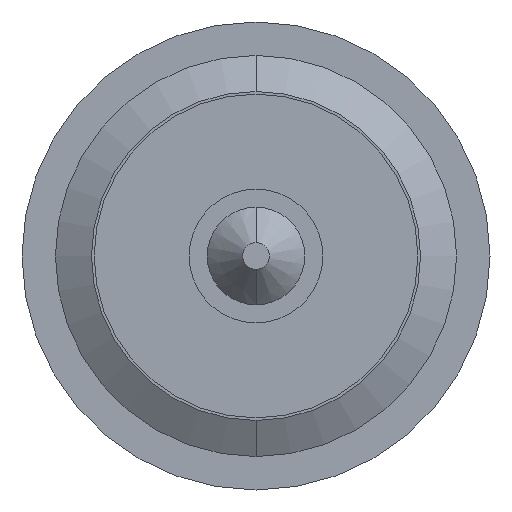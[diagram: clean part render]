
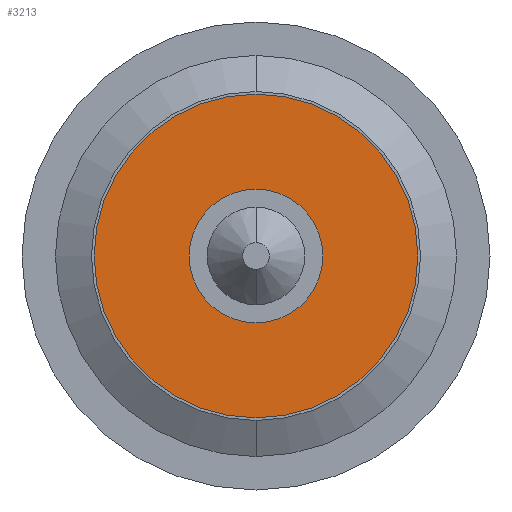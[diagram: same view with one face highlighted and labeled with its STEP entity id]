
A CAD part, front view. The second image highlights one B-rep face of the part: STEP entity #3213.
In plain terms, the highlighted planar face has unit normal (0, -1, 0).
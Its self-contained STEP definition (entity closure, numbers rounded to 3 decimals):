
#78 = DIRECTION ( 'NONE',  ( 0., 1., 0. ) ) ;
#89 = EDGE_CURVE ( 'Defeature ausgef�hrt2_31+Defeature ausgef�hrt2_29+Defeature ausgef�hrt2_29+Defeature ausgef�hrt2_29', #1986, #1405, #3115, .T. ) ;
#159 = ORIENTED_EDGE ( 'NONE', *, *, #2456, .F. ) ;
#202 = DIRECTION ( 'NONE',  ( 0., 1., 0. ) ) ;
#226 = PLANE ( 'NONE',  #1432 ) ;
#322 = EDGE_CURVE ( 'Defeature ausgef�hrt2_30+Defeature ausgef�hrt2_29+Defeature ausgef�hrt2_29+Defeature ausgef�hrt2_29', #1943, #3523, #2482, .T. ) ;
#554 = DIRECTION ( 'NONE',  ( 0., -1., 0. ) ) ;
#642 = DIRECTION ( 'NONE',  ( 0., -1., 0. ) ) ;
#710 = EDGE_CURVE ( 'Defeature ausgef�hrt2_30+Defeature ausgef�hrt2_29+Defeature ausgef�hrt2_29+Defeature ausgef�hrt2_29', #3523, #1943, #3256, .T. ) ;
#748 = ORIENTED_EDGE ( 'NONE', *, *, #89, .F. ) ;
#888 = FACE_BOUND ( 'NONE', #1188, .T. ) ;
#1022 = AXIS2_PLACEMENT_3D ( 'NONE', #1325, #642, #3955 ) ;
#1188 = EDGE_LOOP ( 'NONE', ( #748, #159 ) ) ;
#1258 = CARTESIAN_POINT ( 'NONE',  ( 0.515, -13.1, 0. ) ) ;
#1325 = CARTESIAN_POINT ( 'NONE',  ( 0., -13.1, 0. ) ) ;
#1405 = VERTEX_POINT ( 'NONE', #3425 ) ;
#1432 = AXIS2_PLACEMENT_3D ( 'NONE', #1258, #3560, #2237 ) ;
#1436 = AXIS2_PLACEMENT_3D ( 'NONE', #2098, #78, #2419 ) ;
#1492 = DIRECTION ( 'NONE',  ( 0., 0., 1. ) ) ;
#1507 = CARTESIAN_POINT ( 'NONE',  ( 0., -13.1, 0.5 ) ) ;
#1654 = FACE_OUTER_BOUND ( 'NONE', #2755, .T. ) ;
#1787 = CIRCLE ( 'NONE', #2558, 0.5 ) ;
#1866 = ORIENTED_EDGE ( 'NONE', *, *, #710, .F. ) ;
#1943 = VERTEX_POINT ( 'NONE', #2775 ) ;
#1986 = VERTEX_POINT ( 'NONE', #1507 ) ;
#2098 = CARTESIAN_POINT ( 'NONE',  ( 0., -13.1, 0. ) ) ;
#2219 = DIRECTION ( 'NONE',  ( 0., 0., 1. ) ) ;
#2237 = DIRECTION ( 'NONE',  ( 0., 0., 1. ) ) ;
#2419 = DIRECTION ( 'NONE',  ( 0., 0., 1. ) ) ;
#2456 = EDGE_CURVE ( 'Defeature ausgef�hrt2_31+Defeature ausgef�hrt2_29+Defeature ausgef�hrt2_29+Defeature ausgef�hrt2_29', #1405, #1986, #1787, .T. ) ;
#2482 = CIRCLE ( 'NONE', #1436, 1.21 ) ;
#2558 = AXIS2_PLACEMENT_3D ( 'NONE', #3184, #554, #2219 ) ;
#2755 = EDGE_LOOP ( 'NONE', ( #3063, #1866 ) ) ;
#2768 = AXIS2_PLACEMENT_3D ( 'NONE', #3556, #202, #1492 ) ;
#2775 = CARTESIAN_POINT ( 'NONE',  ( 0., -13.1, 1.21 ) ) ;
#3063 = ORIENTED_EDGE ( 'NONE', *, *, #322, .F. ) ;
#3115 = CIRCLE ( 'NONE', #1022, 0.5 ) ;
#3184 = CARTESIAN_POINT ( 'NONE',  ( 0., -13.1, 0. ) ) ;
#3213 = ADVANCED_FACE ( 'Defeature ausgef�hrt2_29', ( #888, #1654 ), #226, .F. ) ;
#3256 = CIRCLE ( 'NONE', #2768, 1.21 ) ;
#3425 = CARTESIAN_POINT ( 'NONE',  ( 0., -13.1, -0.5 ) ) ;
#3523 = VERTEX_POINT ( 'NONE', #3841 ) ;
#3556 = CARTESIAN_POINT ( 'NONE',  ( 0., -13.1, 0. ) ) ;
#3560 = DIRECTION ( 'NONE',  ( 0., 1., 0. ) ) ;
#3841 = CARTESIAN_POINT ( 'NONE',  ( 0., -13.1, -1.21 ) ) ;
#3955 = DIRECTION ( 'NONE',  ( 0., 0., 1. ) ) ;
